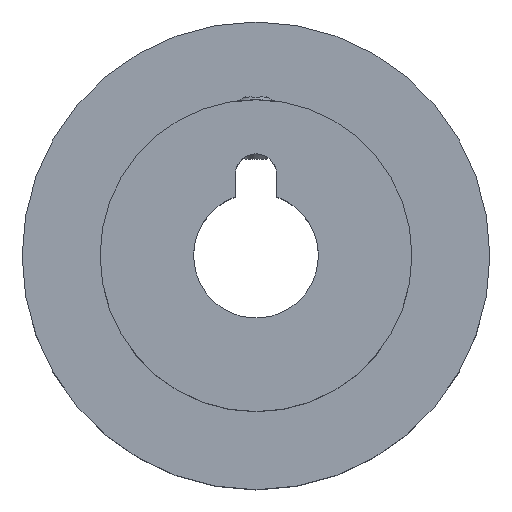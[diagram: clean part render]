
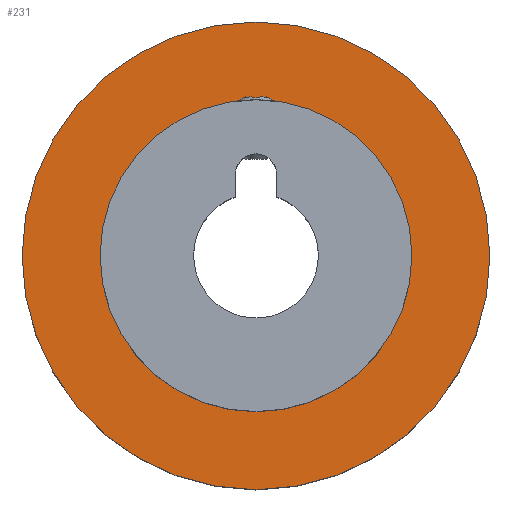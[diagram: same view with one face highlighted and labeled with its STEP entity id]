
A CAD part, top view. The second image highlights one B-rep face of the part: STEP entity #231.
In plain terms, the highlighted planar face has unit normal (0, 0, 1).
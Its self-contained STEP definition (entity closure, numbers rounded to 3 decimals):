
#231 = ADVANCED_FACE( '', ( #290, #291 ), #292, .T. );
#290 = FACE_BOUND( '', #362, .T. );
#291 = FACE_OUTER_BOUND( '', #363, .T. );
#292 = PLANE( '', #364 );
#362 = EDGE_LOOP( '', ( #482 ) );
#363 = EDGE_LOOP( '', ( #483 ) );
#364 = AXIS2_PLACEMENT_3D( '', #484, #485, #486 );
#482 = ORIENTED_EDGE( '', *, *, #582, .F. );
#483 = ORIENTED_EDGE( '', *, *, #572, .T. );
#484 = CARTESIAN_POINT( '', ( 0., 0., 14. ) );
#485 = DIRECTION( '', ( 0., 0., 1. ) );
#486 = DIRECTION( '', ( 1., 0., 0. ) );
#572 = EDGE_CURVE( '', #627, #627, #628, .T. );
#582 = EDGE_CURVE( '', #644, #644, #645, .T. );
#627 = VERTEX_POINT( '', #709 );
#628 = CIRCLE( '', #710, 22.5 );
#644 = VERTEX_POINT( '', #785 );
#645 = CIRCLE( '', #786, 15. );
#709 = CARTESIAN_POINT( '', ( 22.5, 0., 14. ) );
#710 = AXIS2_PLACEMENT_3D( '', #948, #949, #950 );
#785 = CARTESIAN_POINT( '', ( 15., 0., 14. ) );
#786 = AXIS2_PLACEMENT_3D( '', #963, #964, #965 );
#948 = CARTESIAN_POINT( '', ( 0., 0., 14. ) );
#949 = DIRECTION( '', ( 0., 0., 1. ) );
#950 = DIRECTION( '', ( 1., 0., 0. ) );
#963 = CARTESIAN_POINT( '', ( 0., 0., 14. ) );
#964 = DIRECTION( '', ( 0., 0., 1. ) );
#965 = DIRECTION( '', ( 1., 0., 0. ) );
